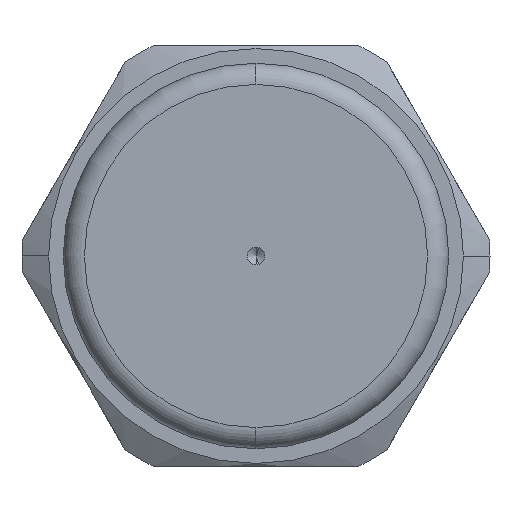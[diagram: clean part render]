
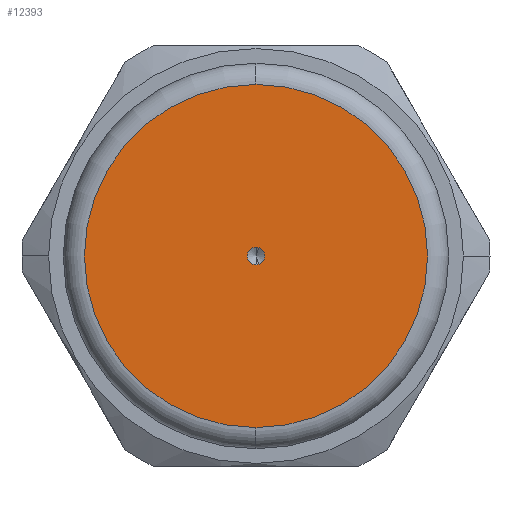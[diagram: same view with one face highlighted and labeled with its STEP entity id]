
A CAD part, left-side view. The second image highlights one B-rep face of the part: STEP entity #12393.
In plain terms, the highlighted planar face has unit normal (-1, 0, 0).
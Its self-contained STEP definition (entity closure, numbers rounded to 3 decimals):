
#600 = ORIENTED_EDGE ( 'NONE', *, *, #48468, .F. ) ;
#1437 = EDGE_LOOP ( 'NONE', ( #600, #41432 ) ) ;
#2511 = VERTEX_POINT ( 'NONE', #38654 ) ;
#3249 = CARTESIAN_POINT ( 'NONE',  ( -23., 0., 11.658 ) ) ;
#3732 = DIRECTION ( 'NONE',  ( 0., 0., -1. ) ) ;
#4268 = DIRECTION ( 'NONE',  ( 0., 0., 1. ) ) ;
#4610 = CARTESIAN_POINT ( 'NONE',  ( -23., 0., -11.658 ) ) ;
#6509 = EDGE_CURVE ( 'NONE', #2511, #10362, #14639, .T. ) ;
#6725 = AXIS2_PLACEMENT_3D ( 'NONE', #19336, #27084, #31428 ) ;
#6835 = CARTESIAN_POINT ( 'NONE',  ( -23., 0., 0. ) ) ;
#7979 = CIRCLE ( 'NONE', #21973, 11.658 ) ;
#8611 = FACE_BOUND ( 'NONE', #33193, .T. ) ;
#8799 = VERTEX_POINT ( 'NONE', #3249 ) ;
#9786 = ORIENTED_EDGE ( 'NONE', *, *, #46010, .T. ) ;
#10362 = VERTEX_POINT ( 'NONE', #30547 ) ;
#10581 = DIRECTION ( 'NONE',  ( 1., 0., 0. ) ) ;
#10823 = ORIENTED_EDGE ( 'NONE', *, *, #6509, .T. ) ;
#11857 = DIRECTION ( 'NONE',  ( -1., 0., 0. ) ) ;
#12393 = ADVANCED_FACE ( 'NONE', ( #8611, #46861 ), #37042, .T. ) ;
#14639 = CIRCLE ( 'NONE', #6725, 0.6 ) ;
#19106 = DIRECTION ( 'NONE',  ( 0., 0., -1. ) ) ;
#19336 = CARTESIAN_POINT ( 'NONE',  ( -23., 0., 0. ) ) ;
#21973 = AXIS2_PLACEMENT_3D ( 'NONE', #48259, #10581, #19106 ) ;
#23546 = AXIS2_PLACEMENT_3D ( 'NONE', #42762, #26063, #38602 ) ;
#26063 = DIRECTION ( 'NONE',  ( 1., 0., 0. ) ) ;
#27084 = DIRECTION ( 'NONE',  ( 1., 0., 0. ) ) ;
#28500 = DIRECTION ( 'NONE',  ( 1., 0., 0. ) ) ;
#28675 = CARTESIAN_POINT ( 'NONE',  ( -23., 0., -0.6 ) ) ;
#29158 = EDGE_CURVE ( 'NONE', #8799, #53612, #7979, .T. ) ;
#30499 = AXIS2_PLACEMENT_3D ( 'NONE', #6835, #28500, #3732 ) ;
#30547 = CARTESIAN_POINT ( 'NONE',  ( -23., 0., 0.6 ) ) ;
#31428 = DIRECTION ( 'NONE',  ( 0., 0., -1. ) ) ;
#33193 = EDGE_LOOP ( 'NONE', ( #10823, #9786 ) ) ;
#37042 = PLANE ( 'NONE',  #49495 ) ;
#38602 = DIRECTION ( 'NONE',  ( 0., 0., -1. ) ) ;
#38654 = CARTESIAN_POINT ( 'NONE',  ( -23., 0., -0.6 ) ) ;
#41432 = ORIENTED_EDGE ( 'NONE', *, *, #29158, .F. ) ;
#41519 = CIRCLE ( 'NONE', #23546, 0.6 ) ;
#42762 = CARTESIAN_POINT ( 'NONE',  ( -23., 0., 0. ) ) ;
#45990 = CIRCLE ( 'NONE', #30499, 11.658 ) ;
#46010 = EDGE_CURVE ( 'NONE', #10362, #2511, #41519, .T. ) ;
#46861 = FACE_OUTER_BOUND ( 'NONE', #1437, .T. ) ;
#48259 = CARTESIAN_POINT ( 'NONE',  ( -23., 0., 0. ) ) ;
#48468 = EDGE_CURVE ( 'NONE', #53612, #8799, #45990, .T. ) ;
#49495 = AXIS2_PLACEMENT_3D ( 'NONE', #28675, #11857, #4268 ) ;
#53612 = VERTEX_POINT ( 'NONE', #4610 ) ;
